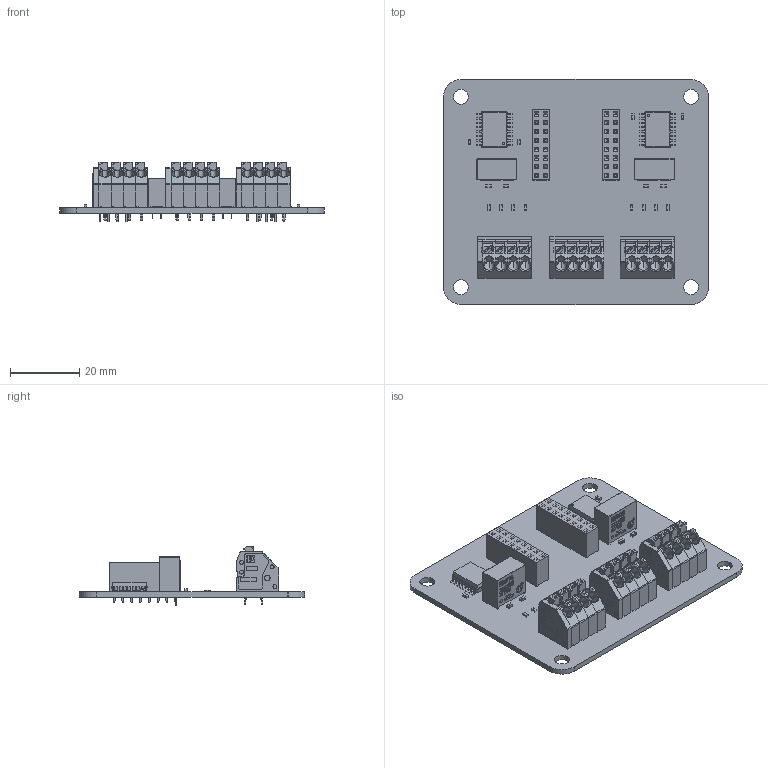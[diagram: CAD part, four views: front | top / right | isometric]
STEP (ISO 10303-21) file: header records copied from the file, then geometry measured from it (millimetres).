
FILE_DESCRIPTION(('KiCad electronic assembly'),'2;1');
FILE_NAME('PCB.step','2025-02-07T21:39:43',('Pcbnew'),('Kicad'), 'Open CASCADE STEP processor 7.8','KiCad to STEP converter','Unknown' );
FILE_SCHEMA(('AUTOMOTIVE_DESIGN { 1 0 10303 214 1 1 1 1 }'));
Length unit declared in the file: millimetre
Products named in the file (14): PCB 1; mps_dcdc_mee1s_sc_a; R_0603_1608Metric; SOIC-16W_7.5x10.3mm_P1.27mm; SOIC_16W_75x103mm_P127mm; PinSocket_2x08_P2.54mm_Vertical; 1985218; C_0603_1608Metric; PCB_PCB
Assembly tree (32 placements, depth 3):
  PCB 1
    mps_dcdc_mee1s_sc_a  x2
      mps_dcdc_mee1s_sc_a
    R_0603_1608Metric  x8
      R_0603_1608Metric
    SOIC-16W_7.5x10.3mm_P1.27mm  x2
      SOIC_16W_75x103mm_P127mm
    PinSocket_2x08_P2.54mm_Vertical  x2
      PinSocket_2x08_P2.54mm_Vertical
    1985218  x3
      1985218
    C_0603_1608Metric  x8
      C_0603_1608Metric
    PCB_PCB
Bounding box: 76.46 x 65 x 17.2 mm (x, y, z)
Volume: 15495.9 mm3; surface area: 23282.9 mm2
Topology: 108 solids, 108 shells, 5371 faces, 14016 edges, 9100 vertices
Faces by surface type: plane 3793, cylinder 1043, cone 273, bspline 254, sphere 8
Full cylindrical faces by diameter (mm): 0.6 x2, 1 x46, 1.075 x8, 4.3 x4
Entity records: 80114 total; most frequent: CARTESIAN_POINT 16771, ORIENTED_EDGE 11406, DIRECTION 10341, EDGE_CURVE 5703, LINE 4553, VECTOR 4553, VERTEX_POINT 3709, AXIS2_PLACEMENT_3D 2894
